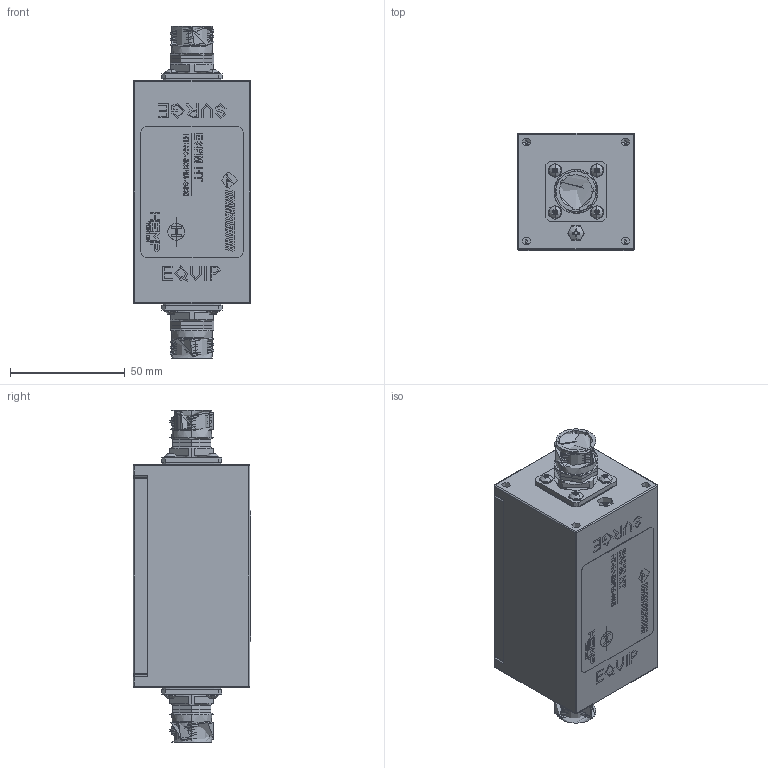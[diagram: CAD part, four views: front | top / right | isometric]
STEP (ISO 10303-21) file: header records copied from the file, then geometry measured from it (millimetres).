
FILE_DESCRIPTION (( 'STEP AP214' ), '1' );
FILE_NAME ('HT-NO-E3PM-GBE-E.STEP', '2019-01-17T18:56:55', ( '' ), ( '' ), 'SwSTEP 2.0', 'SolidWorks 2018', '' );
FILE_SCHEMA (( 'AUTOMOTIVE_DESIGN' ));
Length unit declared in the file: inch
Products named in the file (115): 38999_22D_Contact^2500-586; 2102-416; 38999_22D_Contact^2500-521; D38999_20WB_SHELL^2500-586; 4100-1056_4100-1056; 2103-180; D38999_20WB_SHELL^2500-521; 2021-332; 2100-072; 2021-333; 2102-417; 2003-3451-3; 38999_B35_Insulator^2500-586; 1301-086^HT-NO-E3PM-GBE; 38999_B35_Insulator^2500-586_SOCKET; HT-NO-E3PM-GBE-E; 1204-040^HT-NO-E3PM-GBE; 38999_B35_Insulator^2500-521; 2100-119; 8050-700^HT-NO-E3PM-GBE; 2102-100; HT-E3PM-GBE-B^HT-NO-E3PM-GBE; 38999_22D_Contact^2500-586_Socket; 2500-521; 4100-1041; 4100-1056; 2102-416_93310A108; 2103-180_98019A309; 2500-586
Assembly tree (119 placements, depth 3):
  38999_22D_Contact^2500-586
  2102-416
  38999_22D_Contact^2500-521
  38999_22D_Contact^2500-586
  2102-416
Bounding box: 50.8 x 51.16 x 144.52 mm (x, y, z)
Volume: 126793.2 mm3; surface area: 78380.4 mm2
Topology: 94 solids, 94 shells, 5086 faces, 12755 edges, 8072 vertices
Faces by surface type: cylinder 1804, plane 1465, cone 1080, bspline 469, torus 232, sphere 36
Entity records: 115375 total; most frequent: CARTESIAN_POINT 48300, ORIENTED_EDGE 12018, DIRECTION 9254, EDGE_CURVE 6009, VERTEX_POINT 4040, VECTOR 3214, LINE 3214, AXIS2_PLACEMENT_3D 3020
